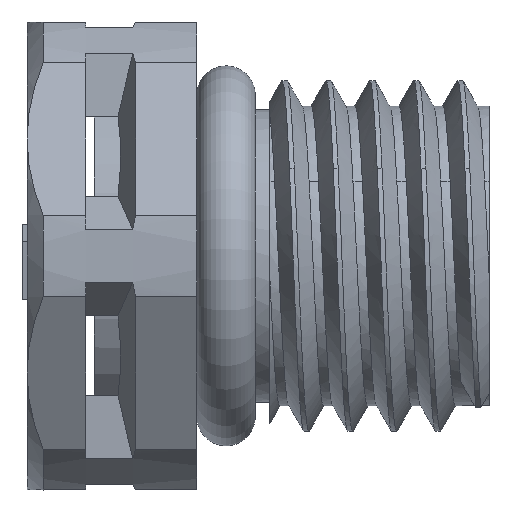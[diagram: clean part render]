
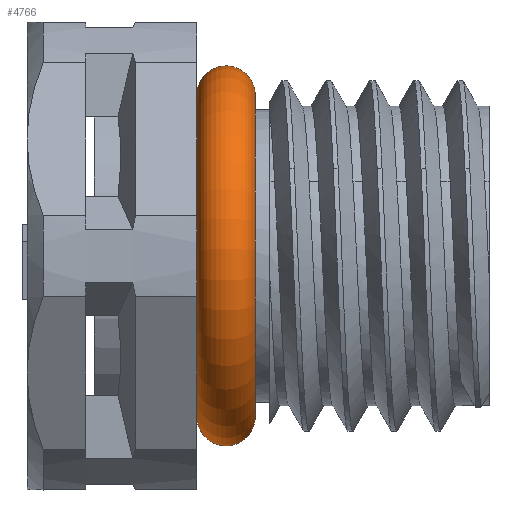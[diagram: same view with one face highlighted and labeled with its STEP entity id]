
A CAD part, front view. The second image highlights one B-rep face of the part: STEP entity #4766.
In plain terms, the highlighted toroidal (fillet/blend) face has major radius 5.5 mm and minor radius 1 mm.
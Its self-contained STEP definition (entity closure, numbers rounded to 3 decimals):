
#66=TOROIDAL_SURFACE('',#5064,5.5,1.);
#518=FACE_OUTER_BOUND('',#799,.T.);
#799=EDGE_LOOP('',(#4276,#4277,#4278,#4279,#4280,#4281));
#902=CIRCLE('',#5062,5.);
#903=CIRCLE('',#5063,5.);
#904=CIRCLE('',#5065,5.);
#905=CIRCLE('',#5066,1.);
#906=CIRCLE('',#5067,5.);
#2349=VERTEX_POINT('',#10214);
#2350=VERTEX_POINT('',#10216);
#2351=VERTEX_POINT('',#10220);
#2352=VERTEX_POINT('',#10221);
#3010=EDGE_CURVE('',#2349,#2350,#902,.T.);
#3011=EDGE_CURVE('',#2350,#2349,#903,.T.);
#3012=EDGE_CURVE('',#2351,#2352,#904,.T.);
#3013=EDGE_CURVE('',#2352,#2350,#905,.T.);
#3014=EDGE_CURVE('',#2352,#2351,#906,.T.);
#4276=ORIENTED_EDGE('',*,*,#3012,.T.);
#4277=ORIENTED_EDGE('',*,*,#3013,.T.);
#4278=ORIENTED_EDGE('',*,*,#3010,.F.);
#4279=ORIENTED_EDGE('',*,*,#3011,.F.);
#4280=ORIENTED_EDGE('',*,*,#3013,.F.);
#4281=ORIENTED_EDGE('',*,*,#3014,.T.);
#4766=ADVANCED_FACE('',(#518),#66,.T.);
#5062=AXIS2_PLACEMENT_3D('',#10217,#6033,#6034);
#5063=AXIS2_PLACEMENT_3D('',#10218,#6035,#6036);
#5064=AXIS2_PLACEMENT_3D('',#10219,#6037,#6038);
#5065=AXIS2_PLACEMENT_3D('',#10222,#6039,#6040);
#5066=AXIS2_PLACEMENT_3D('',#10223,#6041,#6042);
#5067=AXIS2_PLACEMENT_3D('',#10224,#6043,#6044);
#6033=DIRECTION('center_axis',(-1.,0.,0.));
#6034=DIRECTION('ref_axis',(0.,0.449,0.893));
#6035=DIRECTION('center_axis',(-1.,0.,0.));
#6036=DIRECTION('ref_axis',(0.,0.449,0.893));
#6037=DIRECTION('center_axis',(1.,0.,0.));
#6038=DIRECTION('ref_axis',(0.,0.449,0.893));
#6039=DIRECTION('center_axis',(-1.,0.,0.));
#6040=DIRECTION('ref_axis',(0.,0.449,0.893));
#6041=DIRECTION('center_axis',(0.,0.893,-0.449));
#6042=DIRECTION('ref_axis',(0.,-0.449,-0.893));
#6043=DIRECTION('center_axis',(-1.,0.,0.));
#6044=DIRECTION('ref_axis',(0.,0.449,0.893));
#10214=CARTESIAN_POINT('',(-9.866,-4.33,2.5));
#10216=CARTESIAN_POINT('',(-9.866,-2.246,-4.467));
#10217=CARTESIAN_POINT('Origin',(-9.866,0.,0.));
#10218=CARTESIAN_POINT('Origin',(-9.866,0.,0.));
#10219=CARTESIAN_POINT('Origin',(-9.,0.,0.));
#10220=CARTESIAN_POINT('',(-8.134,-4.33,2.5));
#10221=CARTESIAN_POINT('',(-8.134,-2.246,-4.467));
#10222=CARTESIAN_POINT('Origin',(-8.134,0.,0.));
#10223=CARTESIAN_POINT('Origin',(-9.,-2.471,-4.914));
#10224=CARTESIAN_POINT('Origin',(-8.134,0.,0.));
